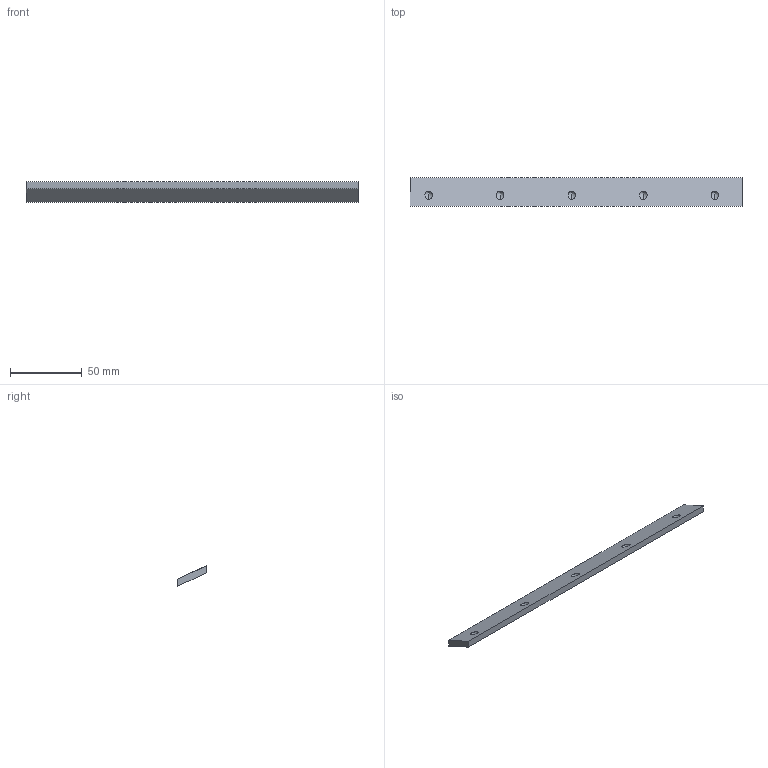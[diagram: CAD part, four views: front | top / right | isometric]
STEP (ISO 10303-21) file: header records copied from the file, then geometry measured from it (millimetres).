
FILE_DESCRIPTION (( 'STEP AP214' ), '1' );
FILE_NAME ('Adjustable Strip.STEP', '2025-02-16T00:53:59', ( '' ), ( '' ), 'SwSTEP 2.0', 'SolidWorks 2024', '' );
FILE_SCHEMA (( 'AUTOMOTIVE_DESIGN' ));
Length unit declared in the file: millimetre
Products named in the file (1): Adjustable Strip
Bounding box: 232 x 20 x 14.33 mm (x, y, z)
Volume: 23102.1 mm3; surface area: 12798.2 mm2
Topology: 1 solids, 1 shells, 16 faces, 42 edges, 23 vertices
Faces by surface type: cone 10, plane 6
Entity records: 439 total; most frequent: CARTESIAN_POINT 102, ORIENTED_EDGE 64, DIRECTION 56, EDGE_CURVE 32, VERTEX_POINT 23, LINE 22, VECTOR 22, EDGE_LOOP 21
